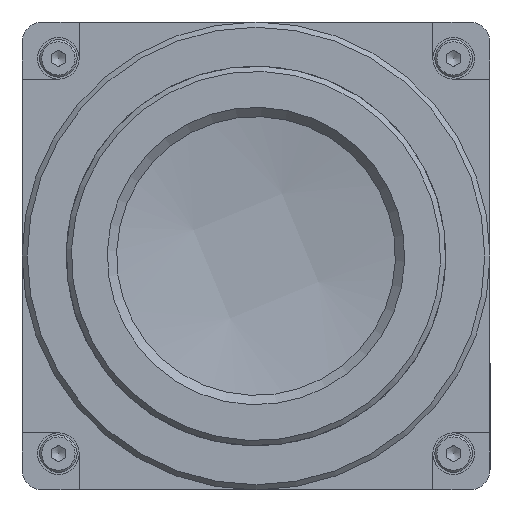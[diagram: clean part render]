
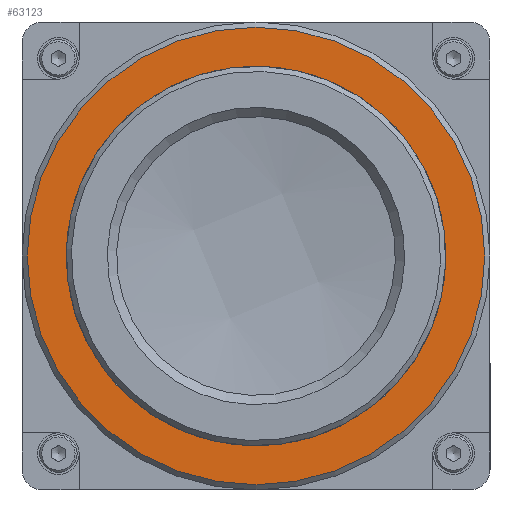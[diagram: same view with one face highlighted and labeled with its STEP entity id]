
A CAD part, left-side view. The second image highlights one B-rep face of the part: STEP entity #63123.
In plain terms, the highlighted planar face has unit normal (-1, 0, 0).
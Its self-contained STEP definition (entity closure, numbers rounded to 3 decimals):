
#1431 = ORIENTED_EDGE ( 'NONE', *, *, #63906, .T. ) ;
#4007 = EDGE_LOOP ( 'NONE', ( #77092 ) ) ;
#6837 = AXIS2_PLACEMENT_3D ( 'NONE', #58530, #16000, #8886 ) ;
#8886 = DIRECTION ( 'NONE',  ( 0., -1., 0. ) ) ;
#9622 = EDGE_LOOP ( 'NONE', ( #1431 ) ) ;
#10516 = CARTESIAN_POINT ( 'NONE',  ( -66.5, 22.5, 22.5 ) ) ;
#10608 = FACE_OUTER_BOUND ( 'NONE', #4007, .T. ) ;
#11936 = AXIS2_PLACEMENT_3D ( 'NONE', #10516, #39348, #61098 ) ;
#15825 = AXIS2_PLACEMENT_3D ( 'NONE', #82446, #17704, #17260 ) ;
#16000 = DIRECTION ( 'NONE',  ( 1., 0., 0. ) ) ;
#17260 = DIRECTION ( 'NONE',  ( 0., -1., 0. ) ) ;
#17704 = DIRECTION ( 'NONE',  ( -1., 0., 0. ) ) ;
#23508 = VERTEX_POINT ( 'NONE', #89131 ) ;
#31278 = CARTESIAN_POINT ( 'NONE',  ( -66.5, 4.75, 22.5 ) ) ;
#39348 = DIRECTION ( 'NONE',  ( -1., 0., 0. ) ) ;
#47588 = CIRCLE ( 'NONE', #6837, 17.75 ) ;
#49654 = CIRCLE ( 'NONE', #11936, 22. ) ;
#58530 = CARTESIAN_POINT ( 'NONE',  ( -66.5, 22.5, 22.5 ) ) ;
#59658 = VERTEX_POINT ( 'NONE', #31278 ) ;
#61098 = DIRECTION ( 'NONE',  ( 0., 1., 0. ) ) ;
#61648 = PLANE ( 'NONE',  #15825 ) ;
#63123 = ADVANCED_FACE ( 'NONE', ( #81988, #10608 ), #61648, .T. ) ;
#63906 = EDGE_CURVE ( 'NONE', #59658, #59658, #47588, .T. ) ;
#77092 = ORIENTED_EDGE ( 'NONE', *, *, #93009, .T. ) ;
#81988 = FACE_BOUND ( 'NONE', #9622, .T. ) ;
#82446 = CARTESIAN_POINT ( 'NONE',  ( -66.5, 22.5, 22.5 ) ) ;
#89131 = CARTESIAN_POINT ( 'NONE',  ( -66.5, 44.5, 22.5 ) ) ;
#93009 = EDGE_CURVE ( 'NONE', #23508, #23508, #49654, .T. ) ;
